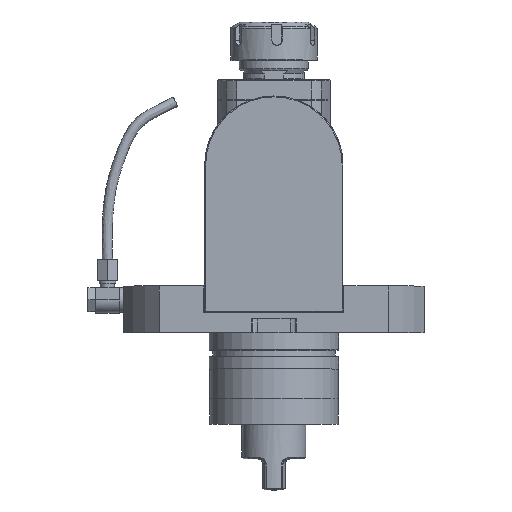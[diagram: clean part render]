
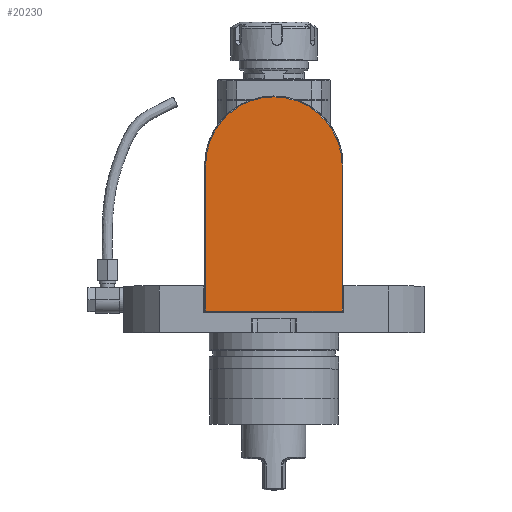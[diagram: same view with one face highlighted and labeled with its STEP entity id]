
A CAD part, top view. The second image highlights one B-rep face of the part: STEP entity #20230.
In plain terms, the highlighted planar face has unit normal (0, 0, 1).
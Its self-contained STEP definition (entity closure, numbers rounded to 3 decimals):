
#1425 = DIRECTION ( 'NONE',  ( -1., 0., 0. ) ) ;
#2279 = VECTOR ( 'NONE', #11656, 1000. ) ;
#2786 = CARTESIAN_POINT ( 'NONE',  ( 0., 0.5, 60. ) ) ;
#2994 = DIRECTION ( 'NONE',  ( -1., 0., 0. ) ) ;
#3451 = CARTESIAN_POINT ( 'NONE',  ( 39.5, 0.5, 60. ) ) ;
#3620 = DIRECTION ( 'NONE',  ( 0., 0., 1. ) ) ;
#4975 = EDGE_CURVE ( 'NONE', #22589, #8213, #13834, .T. ) ;
#5955 = DIRECTION ( 'NONE',  ( 0., -1., 0. ) ) ;
#6265 = VERTEX_POINT ( 'NONE', #23206 ) ;
#7055 = LINE ( 'NONE', #24801, #12621 ) ;
#7798 = CARTESIAN_POINT ( 'NONE',  ( -39.5, 0.5, 60. ) ) ;
#8206 = AXIS2_PLACEMENT_3D ( 'NONE', #18129, #18430, #2994 ) ;
#8213 = VERTEX_POINT ( 'NONE', #3451 ) ;
#8876 = ORIENTED_EDGE ( 'NONE', *, *, #10636, .T. ) ;
#10636 = EDGE_CURVE ( 'NONE', #8213, #6265, #7055, .T. ) ;
#11656 = DIRECTION ( 'NONE',  ( 1., 0., 0. ) ) ;
#12621 = VECTOR ( 'NONE', #25095, 1000. ) ;
#13834 = LINE ( 'NONE', #2786, #2279 ) ;
#14061 = CIRCLE ( 'NONE', #19180, 39.5 ) ;
#15542 = ORIENTED_EDGE ( 'NONE', *, *, #21538, .T. ) ;
#16208 = PLANE ( 'NONE',  #8206 ) ;
#17529 = EDGE_CURVE ( 'NONE', #6265, #23481, #14061, .T. ) ;
#18129 = CARTESIAN_POINT ( 'NONE',  ( 0., 85., 60. ) ) ;
#18430 = DIRECTION ( 'NONE',  ( 0., 0., -1. ) ) ;
#19180 = AXIS2_PLACEMENT_3D ( 'NONE', #23551, #3620, #1425 ) ;
#19348 = CARTESIAN_POINT ( 'NONE',  ( -39.5, 85., 60. ) ) ;
#19482 = LINE ( 'NONE', #19348, #28307 ) ;
#20230 = ADVANCED_FACE ( 'Defeature completata1_1823', ( #27468 ), #16208, .F. ) ;
#20523 = CARTESIAN_POINT ( 'NONE',  ( -39.5, 85., 60. ) ) ;
#21538 = EDGE_CURVE ( 'NONE', #23481, #22589, #19482, .T. ) ;
#22387 = ORIENTED_EDGE ( 'NONE', *, *, #17529, .T. ) ;
#22589 = VERTEX_POINT ( 'NONE', #7798 ) ;
#23206 = CARTESIAN_POINT ( 'NONE',  ( 39.5, 85., 60. ) ) ;
#23481 = VERTEX_POINT ( 'NONE', #20523 ) ;
#23551 = CARTESIAN_POINT ( 'NONE',  ( 0., 85., 60. ) ) ;
#24801 = CARTESIAN_POINT ( 'NONE',  ( 39.5, 85., 60. ) ) ;
#25095 = DIRECTION ( 'NONE',  ( 0., 1., 0. ) ) ;
#27468 = FACE_OUTER_BOUND ( 'NONE', #28253, .T. ) ;
#27774 = ORIENTED_EDGE ( 'NONE', *, *, #4975, .T. ) ;
#28253 = EDGE_LOOP ( 'NONE', ( #8876, #22387, #15542, #27774 ) ) ;
#28307 = VECTOR ( 'NONE', #5955, 1000. ) ;
